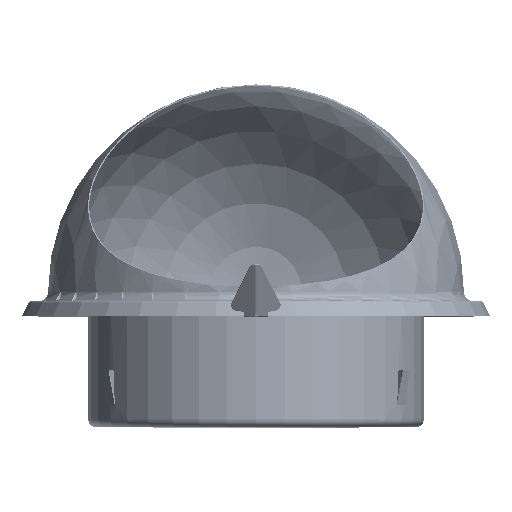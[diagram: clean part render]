
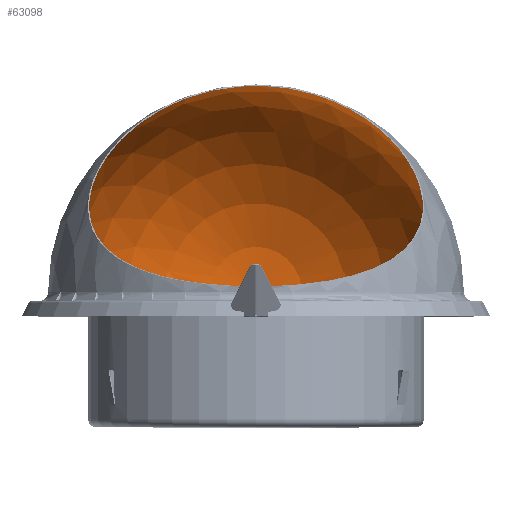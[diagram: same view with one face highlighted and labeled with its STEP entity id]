
A CAD part, top view. The second image highlights one B-rep face of the part: STEP entity #63098.
In plain terms, the highlighted spherical face has radius 119.4 mm.
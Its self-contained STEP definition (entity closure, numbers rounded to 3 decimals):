
#3544 = CARTESIAN_POINT ( 'NONE',  ( -8.666, 0.917, 24.569 ) ) ;
#5393 = CARTESIAN_POINT ( 'NONE',  ( -8.695, 0.917, -94.831 ) ) ;
#9776 = AXIS2_PLACEMENT_3D ( 'NONE', #60830, #132176, #45602 ) ;
#11349 = DIRECTION ( 'NONE',  ( 0., -1., 0. ) ) ;
#16354 = CARTESIAN_POINT ( 'NONE',  ( -8.666, 0.917, 24.569 ) ) ;
#17527 = VERTEX_POINT ( 'NONE', #179214 ) ;
#17829 = FACE_OUTER_BOUND ( 'NONE', #120071, .T. ) ;
#21258 = EDGE_CURVE ( 'NONE', #17527, #70316, #166622, .T. ) ;
#22113 = AXIS2_PLACEMENT_3D ( 'NONE', #3544, #11349, #81533 ) ;
#39856 = AXIS2_PLACEMENT_3D ( 'NONE', #189747, #156958, #228209 ) ;
#39919 = EDGE_CURVE ( 'NONE', #70316, #170437, #226412, .T. ) ;
#44780 = CARTESIAN_POINT ( 'NONE',  ( -128.066, 0.917, 24.598 ) ) ;
#45602 = DIRECTION ( 'NONE',  ( 1., 0., 0. ) ) ;
#56331 = SPHERICAL_SURFACE ( 'NONE', #139389, 119.4 ) ;
#60830 = CARTESIAN_POINT ( 'NONE',  ( -8.666, 0.917, 24.569 ) ) ;
#63098 = ADVANCED_FACE ( 'NONE', ( #17829 ), #56331, .F. ) ;
#63906 = CARTESIAN_POINT ( 'NONE',  ( 110.734, 0.917, 24.541 ) ) ;
#70316 = VERTEX_POINT ( 'NONE', #44780 ) ;
#71601 = CARTESIAN_POINT ( 'NONE',  ( -8.666, 0.917, 24.569 ) ) ;
#81533 = DIRECTION ( 'NONE',  ( 0., 0., -1. ) ) ;
#97296 = ORIENTED_EDGE ( 'NONE', *, *, #21258, .T. ) ;
#101482 = EDGE_CURVE ( 'NONE', #17527, #119569, #194909, .T. ) ;
#119569 = VERTEX_POINT ( 'NONE', #63906 ) ;
#120071 = EDGE_LOOP ( 'NONE', ( #193134, #97296, #149859, #175530 ) ) ;
#128435 = EDGE_CURVE ( 'NONE', #170437, #119569, #223647, .T. ) ;
#132176 = DIRECTION ( 'NONE',  ( 0., 0., 1. ) ) ;
#139389 = AXIS2_PLACEMENT_3D ( 'NONE', #71601, #159278, #144049 ) ;
#141412 = DIRECTION ( 'NONE',  ( -1., 0., 0. ) ) ;
#144049 = DIRECTION ( 'NONE',  ( 1., 0., 0. ) ) ;
#149859 = ORIENTED_EDGE ( 'NONE', *, *, #39919, .T. ) ;
#156958 = DIRECTION ( 'NONE',  ( 0., -1., 0. ) ) ;
#158960 = DIRECTION ( 'NONE',  ( 0., 0., -1. ) ) ;
#159278 = DIRECTION ( 'NONE',  ( 0., 0., 1. ) ) ;
#166622 = CIRCLE ( 'NONE', #9776, 119.4 ) ;
#170437 = VERTEX_POINT ( 'NONE', #5393 ) ;
#175530 = ORIENTED_EDGE ( 'NONE', *, *, #128435, .T. ) ;
#179214 = CARTESIAN_POINT ( 'NONE',  ( -8.666, 120.317, 24.569 ) ) ;
#189747 = CARTESIAN_POINT ( 'NONE',  ( -8.666, 0.917, 24.569 ) ) ;
#193134 = ORIENTED_EDGE ( 'NONE', *, *, #101482, .F. ) ;
#194909 = CIRCLE ( 'NONE', #209937, 119.4 ) ;
#209937 = AXIS2_PLACEMENT_3D ( 'NONE', #16354, #158960, #141412 ) ;
#223647 = CIRCLE ( 'NONE', #22113, 119.4 ) ;
#226412 = CIRCLE ( 'NONE', #39856, 119.4 ) ;
#228209 = DIRECTION ( 'NONE',  ( 0., 0., -1. ) ) ;
